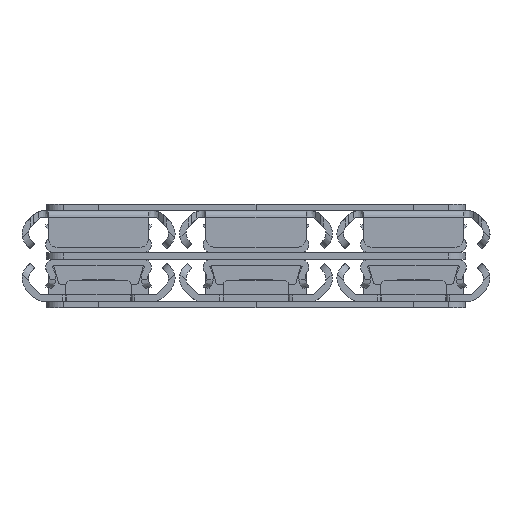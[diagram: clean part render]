
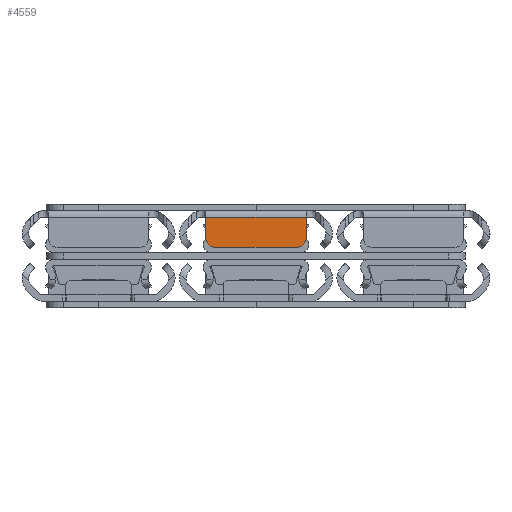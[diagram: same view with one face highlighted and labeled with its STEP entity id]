
A CAD part, left-side view. The second image highlights one B-rep face of the part: STEP entity #4559.
In plain terms, the highlighted face is planar.
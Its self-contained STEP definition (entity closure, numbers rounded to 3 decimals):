
#214 = CARTESIAN_POINT ( 'NONE',  ( 1.5, 12.665, -711.2 ) ) ;
#235 = ORIENTED_EDGE ( 'NONE', *, *, #3973, .F. ) ;
#400 = ORIENTED_EDGE ( 'NONE', *, *, #1608, .F. ) ;
#818 = CARTESIAN_POINT ( 'NONE',  ( 4.9, -11.5, -711.2 ) ) ;
#834 = DIRECTION ( 'NONE',  ( 0., 0., 1. ) ) ;
#1163 = VECTOR ( 'NONE', #2767, 1000. ) ;
#1195 = DIRECTION ( 'NONE',  ( -1., 0., 0. ) ) ;
#1304 = DIRECTION ( 'NONE',  ( 1., 0., 0. ) ) ;
#1355 = PLANE ( 'NONE',  #4389 ) ;
#1416 = EDGE_CURVE ( 'NONE', #6738, #7270, #5166, .T. ) ;
#1608 = EDGE_CURVE ( 'NONE', #5468, #5119, #2650, .T. ) ;
#1745 = VERTEX_POINT ( 'NONE', #2349 ) ;
#1820 = EDGE_CURVE ( 'NONE', #1745, #6738, #4188, .T. ) ;
#1927 = ORIENTED_EDGE ( 'NONE', *, *, #1416, .F. ) ;
#2021 = CARTESIAN_POINT ( 'NONE',  ( 0., -11.5, -711.2 ) ) ;
#2206 = AXIS2_PLACEMENT_3D ( 'NONE', #2842, #3373, #7730 ) ;
#2349 = CARTESIAN_POINT ( 'NONE',  ( 6.9, -9.5, -711.2 ) ) ;
#2400 = CARTESIAN_POINT ( 'NONE',  ( -2.5, -11.5, -711.2 ) ) ;
#2507 = DIRECTION ( 'NONE',  ( 0., 0., 1. ) ) ;
#2650 = LINE ( 'NONE', #2755, #6435 ) ;
#2755 = CARTESIAN_POINT ( 'NONE',  ( 0., 0., -711.2 ) ) ;
#2767 = DIRECTION ( 'NONE',  ( 1., 0., 0. ) ) ;
#2773 = DIRECTION ( 'NONE',  ( 0., -1., 0. ) ) ;
#2842 = CARTESIAN_POINT ( 'NONE',  ( 4.9, 9.5, -711.2 ) ) ;
#2853 = CARTESIAN_POINT ( 'NONE',  ( -2.5, 11.5, -711.2 ) ) ;
#3228 = CARTESIAN_POINT ( 'NONE',  ( 4.9, -9.5, -711.2 ) ) ;
#3286 = VECTOR ( 'NONE', #1195, 1000. ) ;
#3333 = VECTOR ( 'NONE', #4253, 1000. ) ;
#3339 = CARTESIAN_POINT ( 'NONE',  ( 6.9, 9.5, -711.2 ) ) ;
#3373 = DIRECTION ( 'NONE',  ( 0., 0., 1. ) ) ;
#3488 = FACE_OUTER_BOUND ( 'NONE', #6338, .T. ) ;
#3563 = EDGE_CURVE ( 'NONE', #5468, #7270, #4444, .T. ) ;
#3973 = EDGE_CURVE ( 'NONE', #6845, #1745, #5697, .T. ) ;
#4188 = LINE ( 'NONE', #6101, #3333 ) ;
#4253 = DIRECTION ( 'NONE',  ( 0., 1., 0. ) ) ;
#4389 = AXIS2_PLACEMENT_3D ( 'NONE', #214, #834, #6443 ) ;
#4444 = LINE ( 'NONE', #2853, #1163 ) ;
#4559 = ADVANCED_FACE ( 'NONE', ( #3488 ), #1355, .F. ) ;
#4734 = ORIENTED_EDGE ( 'NONE', *, *, #6940, .T. ) ;
#4917 = LINE ( 'NONE', #2400, #3286 ) ;
#5119 = VERTEX_POINT ( 'NONE', #2021 ) ;
#5166 = CIRCLE ( 'NONE', #2206, 2. ) ;
#5468 = VERTEX_POINT ( 'NONE', #6340 ) ;
#5697 = CIRCLE ( 'NONE', #6857, 2. ) ;
#6101 = CARTESIAN_POINT ( 'NONE',  ( 6.9, 0., -711.2 ) ) ;
#6338 = EDGE_LOOP ( 'NONE', ( #400, #6810, #1927, #6805, #235, #4734 ) ) ;
#6340 = CARTESIAN_POINT ( 'NONE',  ( 0., 11.5, -711.2 ) ) ;
#6435 = VECTOR ( 'NONE', #2773, 1000. ) ;
#6443 = DIRECTION ( 'NONE',  ( 1., 0., 0. ) ) ;
#6738 = VERTEX_POINT ( 'NONE', #3339 ) ;
#6805 = ORIENTED_EDGE ( 'NONE', *, *, #1820, .F. ) ;
#6810 = ORIENTED_EDGE ( 'NONE', *, *, #3563, .T. ) ;
#6845 = VERTEX_POINT ( 'NONE', #818 ) ;
#6857 = AXIS2_PLACEMENT_3D ( 'NONE', #3228, #2507, #1304 ) ;
#6940 = EDGE_CURVE ( 'NONE', #6845, #5119, #4917, .T. ) ;
#7270 = VERTEX_POINT ( 'NONE', #7699 ) ;
#7699 = CARTESIAN_POINT ( 'NONE',  ( 4.9, 11.5, -711.2 ) ) ;
#7730 = DIRECTION ( 'NONE',  ( -1., 0., 0. ) ) ;
